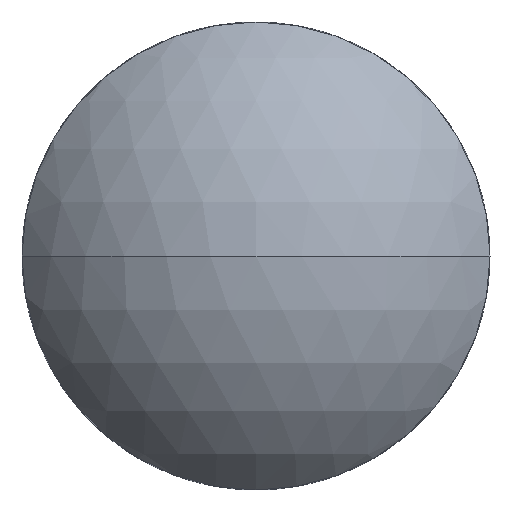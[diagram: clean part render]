
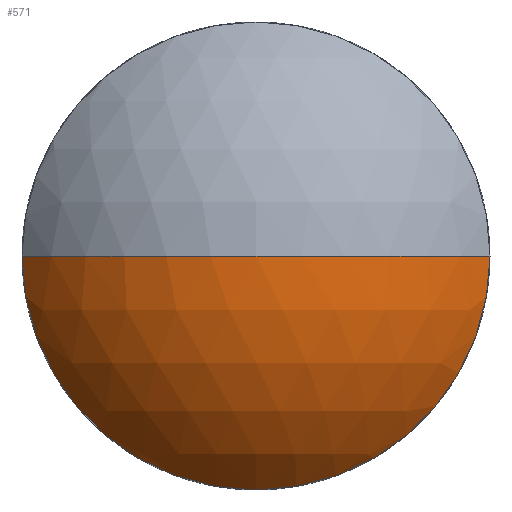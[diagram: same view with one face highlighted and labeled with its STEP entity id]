
A CAD part, front view. The second image highlights one B-rep face of the part: STEP entity #571.
In plain terms, the highlighted spherical face has radius 20.809 mm.
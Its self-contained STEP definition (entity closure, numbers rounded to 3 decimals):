
#14 = DIRECTION ( 'NONE',  ( 0., -1., 0. ) ) ;
#84 = CIRCLE ( 'NONE', #2811, 17. ) ;
#112 = EDGE_CURVE ( 'NONE', #3147, #3145, #84, .T. ) ;
#200 = CARTESIAN_POINT ( 'NONE',  ( 17., -7., 0. ) ) ;
#203 = AXIS2_PLACEMENT_3D ( 'NONE', #1265, #2517, #278 ) ;
#204 = CIRCLE ( 'NONE', #1984, 20.809 ) ;
#278 = DIRECTION ( 'NONE',  ( 1., 0., 0. ) ) ;
#300 = DIRECTION ( 'NONE',  ( 0., 0., -1. ) ) ;
#571 = ADVANCED_FACE ( 'NONE', ( #1367 ), #3138, .T. ) ;
#620 = DIRECTION ( 'NONE',  ( 0., -1., 0. ) ) ;
#648 = VERTEX_POINT ( 'NONE', #2903 ) ;
#682 = CARTESIAN_POINT ( 'NONE',  ( 0., -7., -17. ) ) ;
#906 = CARTESIAN_POINT ( 'NONE',  ( 0., 5., 0. ) ) ;
#942 = DIRECTION ( 'NONE',  ( 0., 0., -1. ) ) ;
#1073 = DIRECTION ( 'NONE',  ( 0., 0., -1. ) ) ;
#1118 = CARTESIAN_POINT ( 'NONE',  ( 0., 5., 0. ) ) ;
#1138 = ORIENTED_EDGE ( 'NONE', *, *, #112, .T. ) ;
#1265 = CARTESIAN_POINT ( 'NONE',  ( 0., 5., 0. ) ) ;
#1266 = CARTESIAN_POINT ( 'NONE',  ( 0., -7., 0. ) ) ;
#1302 = CARTESIAN_POINT ( 'NONE',  ( 0., -7., 0. ) ) ;
#1342 = ORIENTED_EDGE ( 'NONE', *, *, #2734, .T. ) ;
#1367 = FACE_OUTER_BOUND ( 'NONE', #1480, .T. ) ;
#1480 = EDGE_LOOP ( 'NONE', ( #3067, #1138, #1342, #1578 ) ) ;
#1552 = DIRECTION ( 'NONE',  ( 0., 0., -1. ) ) ;
#1578 = ORIENTED_EDGE ( 'NONE', *, *, #2450, .F. ) ;
#1623 = CIRCLE ( 'NONE', #2249, 17. ) ;
#1984 = AXIS2_PLACEMENT_3D ( 'NONE', #906, #942, #2698 ) ;
#2016 = VERTEX_POINT ( 'NONE', #2780 ) ;
#2158 = EDGE_CURVE ( 'NONE', #648, #3147, #1623, .T. ) ;
#2249 = AXIS2_PLACEMENT_3D ( 'NONE', #1266, #14, #1552 ) ;
#2450 = EDGE_CURVE ( 'NONE', #648, #2016, #2613, .T. ) ;
#2517 = DIRECTION ( 'NONE',  ( 0., 0., 1. ) ) ;
#2613 = CIRCLE ( 'NONE', #203, 20.809 ) ;
#2642 = DIRECTION ( 'NONE',  ( -1., 0., 0. ) ) ;
#2698 = DIRECTION ( 'NONE',  ( -1., 0., 0. ) ) ;
#2734 = EDGE_CURVE ( 'NONE', #3145, #2016, #204, .T. ) ;
#2780 = CARTESIAN_POINT ( 'NONE',  ( 0., -15.809, 0. ) ) ;
#2811 = AXIS2_PLACEMENT_3D ( 'NONE', #1302, #620, #300 ) ;
#2903 = CARTESIAN_POINT ( 'NONE',  ( -17., -7., 0. ) ) ;
#3067 = ORIENTED_EDGE ( 'NONE', *, *, #2158, .T. ) ;
#3138 = SPHERICAL_SURFACE ( 'NONE', #3238, 20.809 ) ;
#3145 = VERTEX_POINT ( 'NONE', #200 ) ;
#3147 = VERTEX_POINT ( 'NONE', #682 ) ;
#3238 = AXIS2_PLACEMENT_3D ( 'NONE', #1118, #1073, #2642 ) ;
